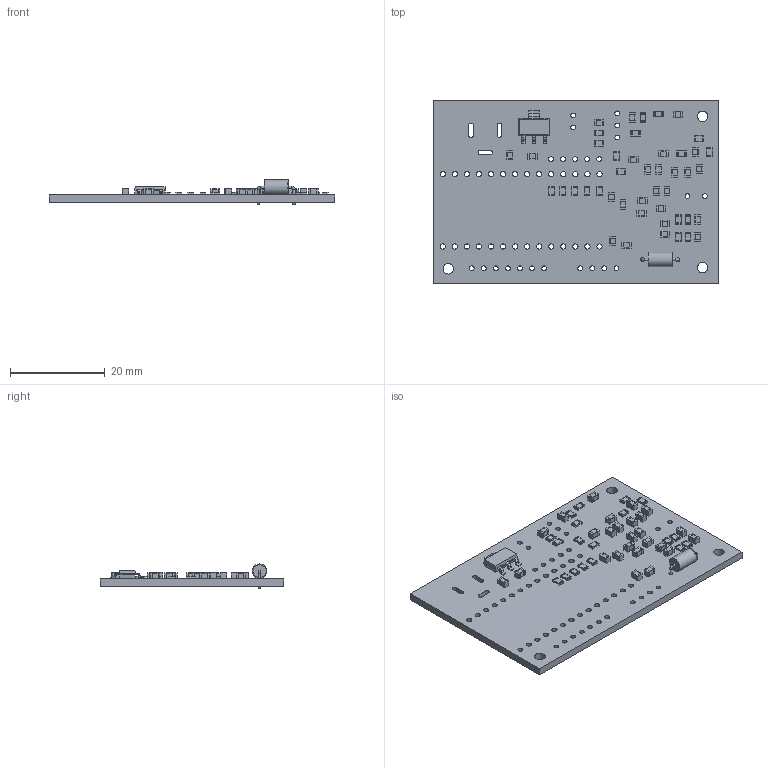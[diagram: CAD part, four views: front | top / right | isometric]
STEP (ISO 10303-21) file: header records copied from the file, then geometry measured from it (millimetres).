
FILE_DESCRIPTION(('KiCad electronic assembly'),'2;1');
FILE_NAME('Digimuser_Board.step','2020-12-03T13:36:03',('An Author'),( 'A Company'),'Open CASCADE STEP processor 6.9', 'KiCad to STEP converter','Unknown');
FILE_SCHEMA(('AUTOMOTIVE_DESIGN { 1 0 10303 214 1 1 1 1 }'));
Length unit declared in the file: millimetre
Products named in the file (10): Open CASCADE STEP translator 6.9 1; C_Axial_L5.1mm_D3.1mm_P7.50mm_Horizontal; SOLID; C_0805_2012Metric; R_0805_2012Metric; SOT-223; COMPOUND
Assembly tree (52 placements, depth 3):
  Open CASCADE STEP translator 6.9 1
    C_Axial_L5.1mm_D3.1mm_P7.50mm_Horizontal
      SOLID
    C_0805_2012Metric  x26
      SOLID
    R_0805_2012Metric  x19
      SOLID
    SOT-223
      SOLID
    COMPOUND
Bounding box: 60.2 x 38.73 x 5.1 mm (x, y, z)
Volume: 3796.5 mm3; surface area: 5859.9 mm2
Topology: 48 solids, 48 shells, 1390 faces, 3607 edges, 2369 vertices
Faces by surface type: plane 823, cylinder 549, bspline 16, revolution 2
Full cylindrical faces by diameter (mm): 0.5 x4, 0.8 x2, 1 x23, 1.1 x28, 2.2 x3, 2.79 x2, 3.1 x1
Entity records: 16688 total; most frequent: CARTESIAN_POINT 3471, DIRECTION 2272, LINE 1282, VECTOR 1282, ORIENTED_EDGE 1166, PCURVE 1166, DEFINITIONAL_REPRESENTATION 1166, EDGE_CURVE 583
